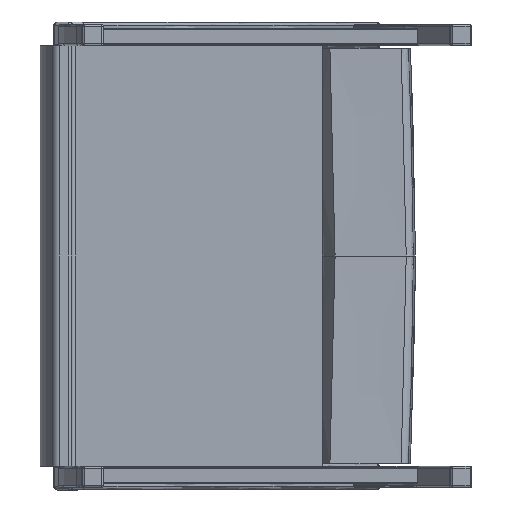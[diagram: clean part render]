
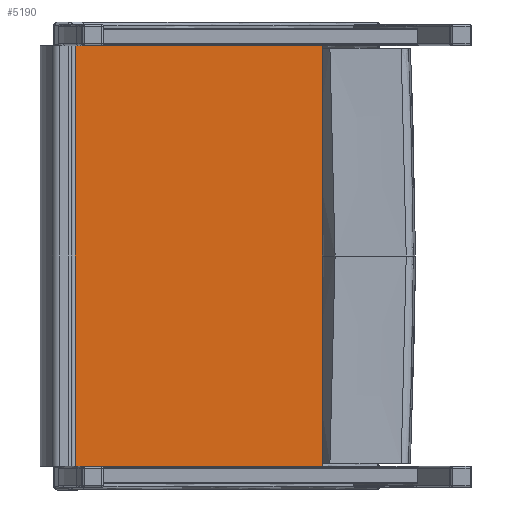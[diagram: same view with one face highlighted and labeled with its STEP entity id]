
A CAD part, front view. The second image highlights one B-rep face of the part: STEP entity #5190.
In plain terms, the highlighted planar face has unit normal (0, -1, 0).
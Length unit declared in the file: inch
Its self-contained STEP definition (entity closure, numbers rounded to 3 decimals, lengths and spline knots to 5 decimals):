
#280=LINE('',#8803,#634);
#284=LINE('',#8822,#638);
#288=LINE('',#8837,#642);
#289=LINE('',#8838,#643);
#634=VECTOR('',#6013,17.59422);
#638=VECTOR('',#6031,30.);
#642=VECTOR('',#6049,17.59422);
#643=VECTOR('',#6050,30.);
#988=PLANE('',#5479);
#1140=FACE_OUTER_BOUND('',#1449,.T.);
#1449=EDGE_LOOP('',(#3705,#3706,#3707,#3708));
#2221=VERTEX_POINT('',#8800);
#2222=VERTEX_POINT('',#8802);
#2230=VERTEX_POINT('',#8820);
#2234=VERTEX_POINT('',#8836);
#2772=EDGE_CURVE('',#2221,#2222,#280,.T.);
#2782=EDGE_CURVE('',#2221,#2230,#284,.T.);
#2789=EDGE_CURVE('',#2234,#2230,#288,.T.);
#2790=EDGE_CURVE('',#2222,#2234,#289,.T.);
#3705=ORIENTED_EDGE('',*,*,#2772,.F.);
#3706=ORIENTED_EDGE('',*,*,#2782,.T.);
#3707=ORIENTED_EDGE('',*,*,#2789,.F.);
#3708=ORIENTED_EDGE('',*,*,#2790,.F.);
#5190=ADVANCED_FACE('',(#1140),#988,.T.);
#5479=AXIS2_PLACEMENT_3D('',#8835,#6047,#6048);
#6013=DIRECTION('',(-1.,0.,0.));
#6031=DIRECTION('',(0.,0.,1.));
#6047=DIRECTION('center_axis',(0.,-1.,0.));
#6048=DIRECTION('ref_axis',(1.,0.,0.));
#6049=DIRECTION('',(1.,0.,0.));
#6050=DIRECTION('',(0.,0.,1.));
#8800=CARTESIAN_POINT('',(5.73372,-1.86655,0.));
#8802=CARTESIAN_POINT('',(-11.8605,-1.86655,0.));
#8803=CARTESIAN_POINT('',(5.73372,-1.86655,0.));
#8820=CARTESIAN_POINT('',(5.73372,-1.86655,30.));
#8822=CARTESIAN_POINT('',(5.73372,-1.86655,0.));
#8835=CARTESIAN_POINT('Origin',(-11.8605,-1.86655,0.));
#8836=CARTESIAN_POINT('',(-11.8605,-1.86655,30.));
#8837=CARTESIAN_POINT('',(4.31556,-1.86655,30.));
#8838=CARTESIAN_POINT('',(-11.8605,-1.86655,0.));
